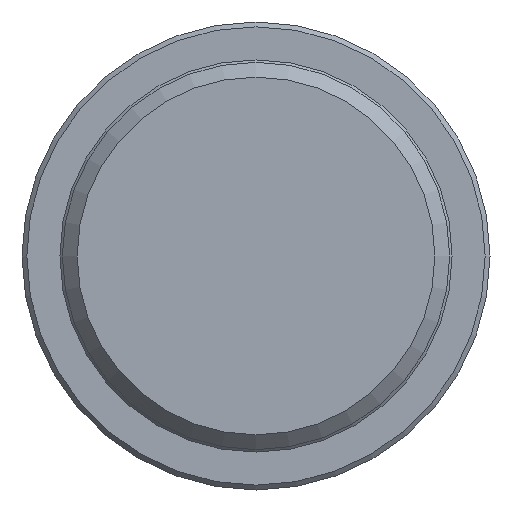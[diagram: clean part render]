
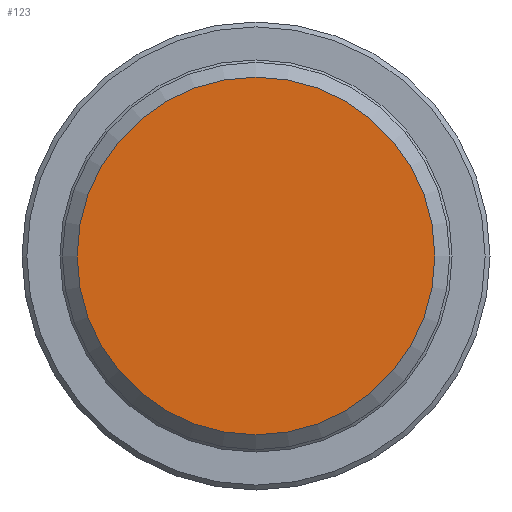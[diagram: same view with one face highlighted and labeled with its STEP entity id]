
A CAD part, front view. The second image highlights one B-rep face of the part: STEP entity #123.
In plain terms, the highlighted planar face has unit normal (0, -1, 0).
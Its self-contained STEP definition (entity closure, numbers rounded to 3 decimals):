
#123 = ADVANCED_FACE( '', ( #251 ), #252, .F. );
#251 = FACE_OUTER_BOUND( '', #373, .T. );
#252 = PLANE( '', #374 );
#373 = EDGE_LOOP( '', ( #632 ) );
#374 = AXIS2_PLACEMENT_3D( '', #633, #634, #635 );
#632 = ORIENTED_EDGE( '', *, *, #735, .T. );
#633 = CARTESIAN_POINT( '', ( 11.08, -14., 0. ) );
#634 = DIRECTION( '', ( 0., 1., 0. ) );
#635 = DIRECTION( '', ( 0., 0., 1. ) );
#735 = EDGE_CURVE( '', #869, #869, #870, .T. );
#869 = VERTEX_POINT( '', #1069 );
#870 = CIRCLE( '', #1070, 11.08 );
#1069 = CARTESIAN_POINT( '', ( 0., -14., -11.08 ) );
#1070 = AXIS2_PLACEMENT_3D( '', #1193, #1194, #1195 );
#1193 = CARTESIAN_POINT( '', ( 0., -14., 0. ) );
#1194 = DIRECTION( '', ( 0., -1., 0. ) );
#1195 = DIRECTION( '', ( 0., 0., -1. ) );
